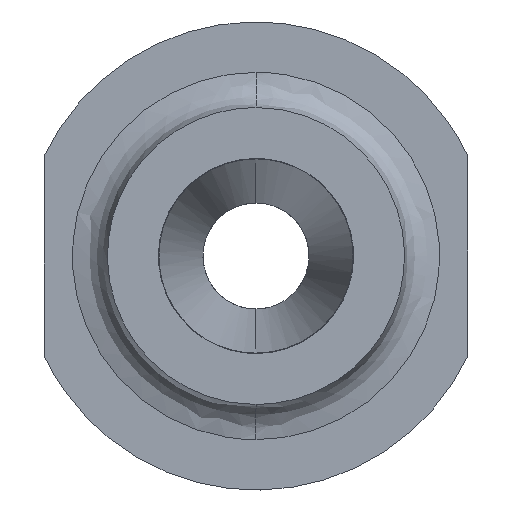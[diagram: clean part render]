
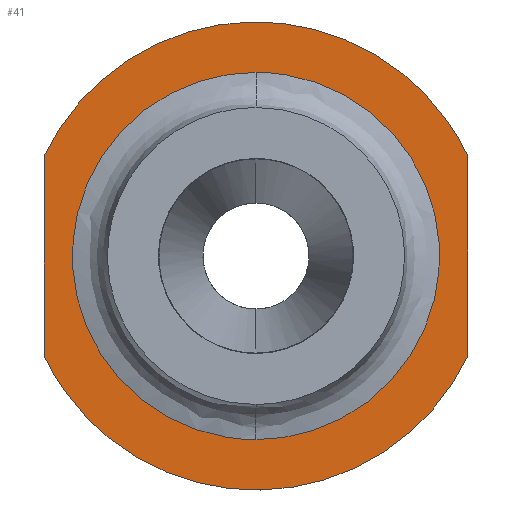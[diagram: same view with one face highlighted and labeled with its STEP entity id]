
A CAD part, front view. The second image highlights one B-rep face of the part: STEP entity #41.
In plain terms, the highlighted planar face has unit normal (0, -1, 0).
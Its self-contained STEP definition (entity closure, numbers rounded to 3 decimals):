
#16=FACE_BOUND('',#114,.T.);
#41=ADVANCED_FACE('',(#76,#16),#475,.T.);
#76=FACE_OUTER_BOUND('',#113,.T.);
#113=EDGE_LOOP('',(#221,#222,#223,#224));
#114=EDGE_LOOP('',(#225,#226));
#221=ORIENTED_EDGE('',*,*,#336,.F.);
#222=ORIENTED_EDGE('',*,*,#328,.F.);
#223=ORIENTED_EDGE('',*,*,#337,.F.);
#224=ORIENTED_EDGE('',*,*,#327,.F.);
#225=ORIENTED_EDGE('',*,*,#324,.F.);
#226=ORIENTED_EDGE('',*,*,#326,.F.);
#324=EDGE_CURVE('',#455,#456,#414,.T.);
#326=EDGE_CURVE('',#456,#455,#416,.T.);
#327=EDGE_CURVE('',#457,#458,#365,.T.);
#328=EDGE_CURVE('',#460,#459,#366,.T.);
#336=EDGE_CURVE('',#459,#457,#418,.T.);
#337=EDGE_CURVE('',#458,#460,#419,.T.);
#365=B_SPLINE_CURVE_WITH_KNOTS('',1,(#2121,#2122),.UNSPECIFIED.,.F.,.F.,
(2,2),(0.,28.51),.UNSPECIFIED.);
#366=B_SPLINE_CURVE_WITH_KNOTS('',1,(#2123,#2124),.UNSPECIFIED.,.F.,.F.,
(2,2),(0.,28.51),.UNSPECIFIED.);
#414=(
BOUNDED_CURVE()
B_SPLINE_CURVE(2,(#2108,#2109,#2110,#2111,#2112),.UNSPECIFIED.,.F.,.F.)
B_SPLINE_CURVE_WITH_KNOTS((3,2,3),(0.,41.092,82.185),
 .UNSPECIFIED.)
CURVE()
GEOMETRIC_REPRESENTATION_ITEM()
RATIONAL_B_SPLINE_CURVE((1.,0.707,1.,0.707,1.))
REPRESENTATION_ITEM('')
);
#416=(
BOUNDED_CURVE()
B_SPLINE_CURVE(2,(#2116,#2117,#2118,#2119,#2120),.UNSPECIFIED.,.F.,.F.)
B_SPLINE_CURVE_WITH_KNOTS((3,2,3),(-82.185,-41.092,
0.),.UNSPECIFIED.)
CURVE()
GEOMETRIC_REPRESENTATION_ITEM()
RATIONAL_B_SPLINE_CURVE((1.,0.707,1.,0.707,1.))
REPRESENTATION_ITEM('')
);
#418=(
BOUNDED_CURVE()
B_SPLINE_CURVE(2,(#2150,#2151,#2152,#2153,#2154),.UNSPECIFIED.,.F.,.F.)
B_SPLINE_CURVE_WITH_KNOTS((3,2,3),(0.,37.657,75.314),
 .UNSPECIFIED.)
CURVE()
GEOMETRIC_REPRESENTATION_ITEM()
RATIONAL_B_SPLINE_CURVE((1.,0.845,1.,0.845,1.))
REPRESENTATION_ITEM('')
);
#419=(
BOUNDED_CURVE()
B_SPLINE_CURVE(2,(#2155,#2156,#2157,#2158,#2159),.UNSPECIFIED.,.F.,.F.)
B_SPLINE_CURVE_WITH_KNOTS((3,2,3),(0.,37.657,75.314),
 .UNSPECIFIED.)
CURVE()
GEOMETRIC_REPRESENTATION_ITEM()
RATIONAL_B_SPLINE_CURVE((1.,0.845,1.,0.845,1.))
REPRESENTATION_ITEM('')
);
#455=VERTEX_POINT('',#1909);
#456=VERTEX_POINT('',#1910);
#457=VERTEX_POINT('',#1911);
#458=VERTEX_POINT('',#1912);
#459=VERTEX_POINT('',#1913);
#460=VERTEX_POINT('',#1914);
#475=PLANE('',#598);
#598=AXIS2_PLACEMENT_3D('',#1644,#608,$);
#608=DIRECTION('',(0.,-1.,0.));
#1644=CARTESIAN_POINT('',(36.341,-2.512,40.18));
#1909=CARTESIAN_POINT('',(0.,-2.515,26.16));
#1910=CARTESIAN_POINT('',(0.,-2.517,-26.16));
#1911=CARTESIAN_POINT('',(30.15,-2.514,14.255));
#1912=CARTESIAN_POINT('',(30.15,-2.515,-14.255));
#1913=CARTESIAN_POINT('',(-30.15,-2.518,14.255));
#1914=CARTESIAN_POINT('',(-30.15,-2.519,-14.254));
#2108=CARTESIAN_POINT('',(0.,-2.515,26.16));
#2109=CARTESIAN_POINT('',(-26.16,-2.517,26.161));
#2110=CARTESIAN_POINT('',(-26.16,-2.518,0.));
#2111=CARTESIAN_POINT('',(-26.16,-2.519,-26.16));
#2112=CARTESIAN_POINT('',(0.,-2.517,-26.16));
#2116=CARTESIAN_POINT('',(0.,-2.517,-26.16));
#2117=CARTESIAN_POINT('',(26.16,-2.515,-26.16));
#2118=CARTESIAN_POINT('',(26.16,-2.514,0.));
#2119=CARTESIAN_POINT('',(26.161,-2.513,26.16));
#2120=CARTESIAN_POINT('',(0.,-2.515,26.16));
#2121=CARTESIAN_POINT('',(30.15,-2.514,14.255));
#2122=CARTESIAN_POINT('',(30.15,-2.515,-14.255));
#2123=CARTESIAN_POINT('',(-30.15,-2.519,-14.254));
#2124=CARTESIAN_POINT('',(-30.15,-2.518,14.255));
#2150=CARTESIAN_POINT('',(-30.15,-2.518,14.255));
#2151=CARTESIAN_POINT('',(-21.121,-2.516,33.35));
#2152=CARTESIAN_POINT('',(0.001,-2.515,33.35));
#2153=CARTESIAN_POINT('',(21.122,-2.513,33.35));
#2154=CARTESIAN_POINT('',(30.15,-2.514,14.255));
#2155=CARTESIAN_POINT('',(30.15,-2.515,-14.255));
#2156=CARTESIAN_POINT('',(21.122,-2.516,-33.35));
#2157=CARTESIAN_POINT('',(0.,-2.517,-33.35));
#2158=CARTESIAN_POINT('',(-21.122,-2.519,-33.35));
#2159=CARTESIAN_POINT('',(-30.15,-2.519,-14.254));
